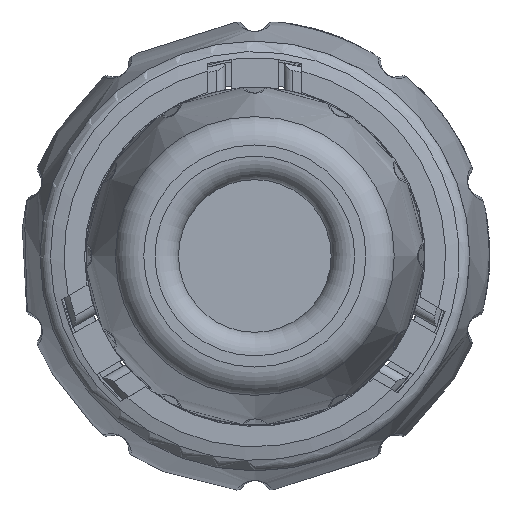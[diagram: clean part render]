
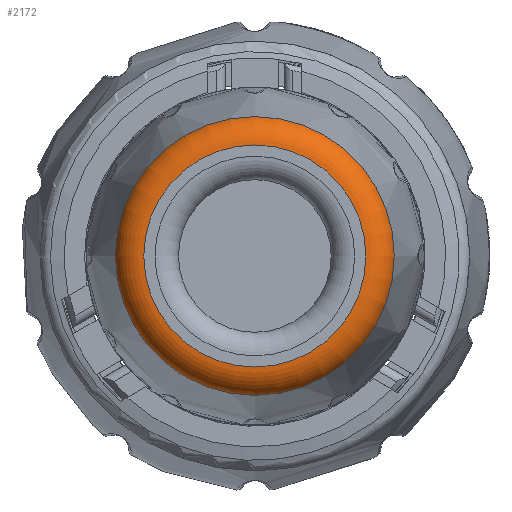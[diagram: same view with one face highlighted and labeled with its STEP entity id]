
A CAD part, left-side view. The second image highlights one B-rep face of the part: STEP entity #2172.
In plain terms, the highlighted toroidal (fillet/blend) face has major radius 3.782 mm and minor radius 1 mm.
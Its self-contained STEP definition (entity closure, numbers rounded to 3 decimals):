
#1585=TOROIDAL_SURFACE('',#6405,3.782,1.);
#2172=ADVANCED_FACE('',(#2675,#2676),#1585,.T.);
#2675=FACE_BOUND('',#2859,.T.);
#2676=FACE_BOUND('',#2860,.T.);
#2859=EDGE_LOOP('',(#3287));
#2860=EDGE_LOOP('',(#3288));
#3287=ORIENTED_EDGE('',*,*,#5386,.F.);
#3288=ORIENTED_EDGE('',*,*,#5370,.F.);
#4826=VERTEX_POINT('',#8322);
#4842=VERTEX_POINT('',#8818);
#5370=EDGE_CURVE('',#4826,#4826,#6156,.T.);
#5386=EDGE_CURVE('',#4842,#4842,#6160,.T.);
#6156=CIRCLE('',#6381,3.782);
#6160=CIRCLE('',#6387,4.748);
#6381=AXIS2_PLACEMENT_3D('',#8321,#6904,#6905);
#6387=AXIS2_PLACEMENT_3D('',#8817,#6916,#6917);
#6405=AXIS2_PLACEMENT_3D('',#9393,#6952,#6953);
#6904=DIRECTION('',(-1.,0.,0.));
#6905=DIRECTION('',(0.,0.,1.));
#6916=DIRECTION('',(1.,0.,0.));
#6917=DIRECTION('',(0.,0.,-1.));
#6952=DIRECTION('',(-1.,0.,0.));
#6953=DIRECTION('',(0.,0.,1.));
#8321=CARTESIAN_POINT('',(-44.45,0.,0.));
#8322=CARTESIAN_POINT('',(-44.45,0.,3.782));
#8817=CARTESIAN_POINT('',(-43.706,0.,0.));
#8818=CARTESIAN_POINT('',(-43.706,0.,-4.748));
#9393=CARTESIAN_POINT('',(-43.45,0.,0.));
